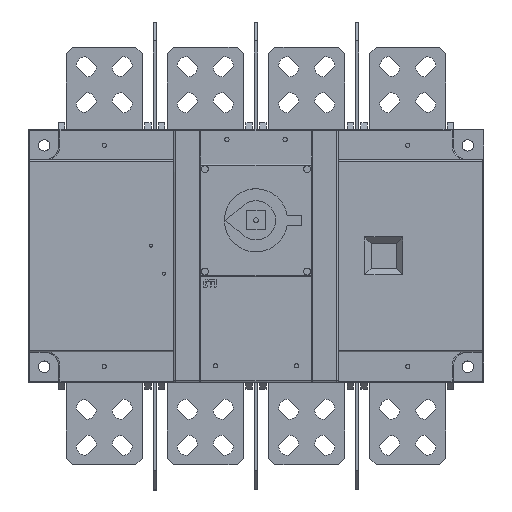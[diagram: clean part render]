
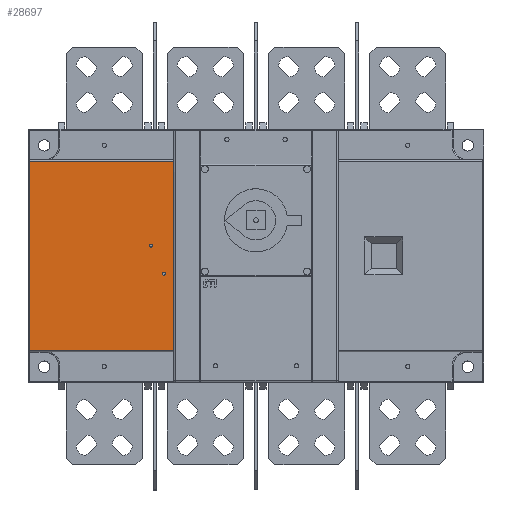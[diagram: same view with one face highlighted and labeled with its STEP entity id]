
A CAD part, top view. The second image highlights one B-rep face of the part: STEP entity #28697.
In plain terms, the highlighted planar face has unit normal (0, 0, 1).
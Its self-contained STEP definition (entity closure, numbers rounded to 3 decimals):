
#18065=CARTESIAN_POINT('',(-82.987,91.037,-29.096));
#18066=DIRECTION('',(0.,0.,1.));
#18067=DIRECTION('',(-1.,0.,0.));
#18068=AXIS2_PLACEMENT_3D('',#18065,#18066,#18067);
#18073=CARTESIAN_POINT('',(-82.987,91.037,-29.096));
#18074=DIRECTION('',(0.,0.,1.));
#18075=DIRECTION('',(1.,0.,0.));
#18076=AXIS2_PLACEMENT_3D('',#18073,#18074,#18075);
#18081=CARTESIAN_POINT('',(-72.787,68.837,-29.096));
#18082=DIRECTION('',(0.,0.,1.));
#18083=DIRECTION('',(-1.,0.,0.));
#18084=AXIS2_PLACEMENT_3D('',#18081,#18082,#18083);
#18089=CARTESIAN_POINT('',(-72.787,68.837,-29.096));
#18090=DIRECTION('',(0.,0.,1.));
#18091=DIRECTION('',(1.,0.,0.));
#18092=AXIS2_PLACEMENT_3D('',#18089,#18090,#18091);
#18097=DIRECTION('',(1.,0.,0.));
#18098=VECTOR('',#18097,114.);
#18099=CARTESIAN_POINT('',(-178.937,157.937,-29.096));
#18100=LINE('',#18099,#18098);
#18104=DIRECTION('',(0.,-1.,0.));
#18105=VECTOR('',#18104,63.);
#18106=CARTESIAN_POINT('',(-64.937,157.937,-29.096));
#18107=LINE('',#18106,#18105);
#18111=DIRECTION('',(0.,-1.,0.));
#18112=VECTOR('',#18111,7.);
#18113=CARTESIAN_POINT('',(-59.937,94.937,-29.096));
#18114=LINE('',#18113,#18112);
#18118=DIRECTION('',(0.,-1.,0.));
#18119=VECTOR('',#18118,80.);
#18120=CARTESIAN_POINT('',(-64.937,87.937,-29.096));
#18121=LINE('',#18120,#18119);
#18125=DIRECTION('',(1.,0.,0.));
#18126=VECTOR('',#18125,114.);
#18127=CARTESIAN_POINT('',(-178.937,7.937,-29.096));
#18128=LINE('',#18127,#18126);
#18132=DIRECTION('',(0.,1.,0.));
#18133=VECTOR('',#18132,150.);
#18134=CARTESIAN_POINT('',(-178.937,7.937,-29.096));
#18135=LINE('',#18134,#18133);
#18199=DIRECTION('',(-1.,0.,0.));
#18200=VECTOR('',#18199,5.);
#18201=CARTESIAN_POINT('',(-59.937,94.937,-29.096));
#18202=LINE('',#18201,#18200);
#18241=DIRECTION('',(1.,0.,0.));
#18242=VECTOR('',#18241,5.);
#18243=CARTESIAN_POINT('',(-64.937,87.937,-29.096));
#18244=LINE('',#18243,#18242);
#20039=CARTESIAN_POINT('',(-64.937,87.937,-29.096));
#20041=VERTEX_POINT('',#20039);
#20045=CARTESIAN_POINT('',(-64.937,94.937,-29.096));
#20046=VERTEX_POINT('',#20045);
#20051=CARTESIAN_POINT('',(-59.937,94.937,-29.096));
#20052=VERTEX_POINT('',#20051);
#20053=CARTESIAN_POINT('',(-59.937,87.937,-29.096));
#20054=VERTEX_POINT('',#20053);
#20055=CARTESIAN_POINT('',(-84.237,91.037,-29.096));
#20056=CARTESIAN_POINT('',(-81.737,91.037,-29.096));
#20057=VERTEX_POINT('',#20055);
#20058=VERTEX_POINT('',#20056);
#20059=CARTESIAN_POINT('',(-74.037,68.837,-29.096));
#20060=CARTESIAN_POINT('',(-71.537,68.837,-29.096));
#20061=VERTEX_POINT('',#20059);
#20062=VERTEX_POINT('',#20060);
#20411=CARTESIAN_POINT('',(-178.937,157.937,-29.096));
#20412=CARTESIAN_POINT('',(-64.937,157.937,-29.096));
#20413=VERTEX_POINT('',#20411);
#20414=VERTEX_POINT('',#20412);
#20423=CARTESIAN_POINT('',(-178.937,7.937,-29.096));
#20424=CARTESIAN_POINT('',(-64.937,7.937,-29.096));
#20425=VERTEX_POINT('',#20423);
#20426=VERTEX_POINT('',#20424);
#28666=CARTESIAN_POINT('',(-39.987,82.937,-29.096));
#28667=DIRECTION('',(0.,0.,1.));
#28668=DIRECTION('',(-1.,0.,0.));
#28669=AXIS2_PLACEMENT_3D('',#28666,#28667,#28668);
#28670=PLANE('',#28669);
#28671=ORIENTED_EDGE('',*,*,#28651,.T.);
#28672=ORIENTED_EDGE('',*,*,#28197,.T.);
#28674=ORIENTED_EDGE('',*,*,#28673,.F.);
#28676=ORIENTED_EDGE('',*,*,#28675,.T.);
#28678=ORIENTED_EDGE('',*,*,#28677,.F.);
#28679=ORIENTED_EDGE('',*,*,#28189,.T.);
#28681=ORIENTED_EDGE('',*,*,#28680,.F.);
#28682=ORIENTED_EDGE('',*,*,#28614,.T.);
#28683=EDGE_LOOP('',(#28671,#28672,#28674,#28676,#28678,#28679,#28681,#28682));
#28684=FACE_OUTER_BOUND('',#28683,.F.);
#28686=ORIENTED_EDGE('',*,*,#28685,.T.);
#28688=ORIENTED_EDGE('',*,*,#28687,.T.);
#28689=EDGE_LOOP('',(#28686,#28688));
#28690=FACE_BOUND('',#28689,.F.);
#28692=ORIENTED_EDGE('',*,*,#28691,.T.);
#28694=ORIENTED_EDGE('',*,*,#28693,.T.);
#28695=EDGE_LOOP('',(#28692,#28694));
#28696=FACE_BOUND('',#28695,.F.);
#18069=CIRCLE('',#18068,1.25);
#18077=CIRCLE('',#18076,1.25);
#18085=CIRCLE('',#18084,1.25);
#18093=CIRCLE('',#18092,1.25);
#28189=EDGE_CURVE('',#20041,#20426,#18121,.T.);
#28197=EDGE_CURVE('',#20414,#20046,#18107,.T.);
#28614=EDGE_CURVE('',#20425,#20413,#18135,.T.);
#28651=EDGE_CURVE('',#20413,#20414,#18100,.T.);
#28673=EDGE_CURVE('',#20052,#20046,#18202,.T.);
#28675=EDGE_CURVE('',#20052,#20054,#18114,.T.);
#28677=EDGE_CURVE('',#20041,#20054,#18244,.T.);
#28680=EDGE_CURVE('',#20425,#20426,#18128,.T.);
#28685=EDGE_CURVE('',#20061,#20062,#18085,.T.);
#28687=EDGE_CURVE('',#20062,#20061,#18093,.T.);
#28691=EDGE_CURVE('',#20057,#20058,#18069,.T.);
#28693=EDGE_CURVE('',#20058,#20057,#18077,.T.);
#28697=ADVANCED_FACE('',(#28684,#28690,#28696),#28670,.T.);
